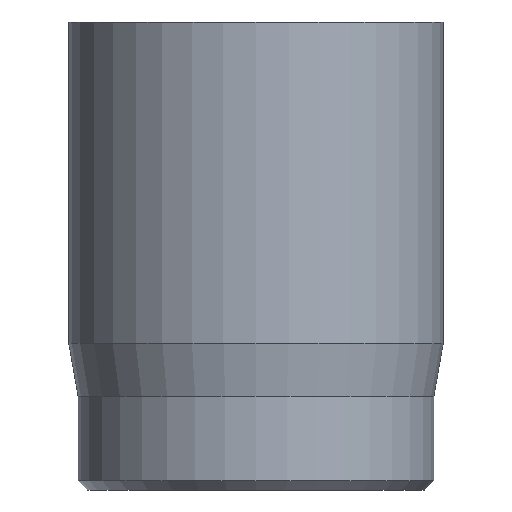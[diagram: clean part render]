
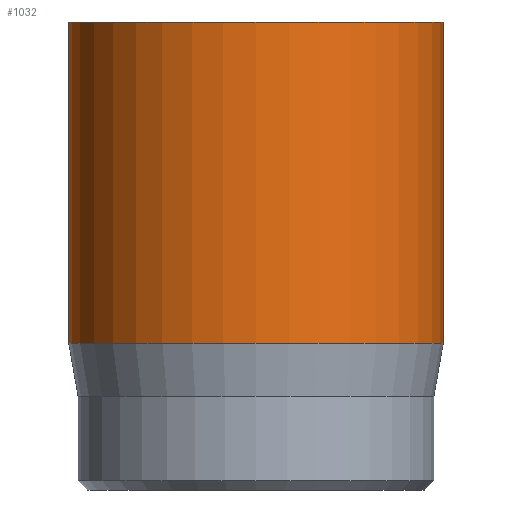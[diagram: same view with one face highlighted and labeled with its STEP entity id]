
A CAD part, front view. The second image highlights one B-rep face of the part: STEP entity #1032.
In plain terms, the highlighted cylindrical face has radius 2 mm (diameter 4 mm), a full revolution.
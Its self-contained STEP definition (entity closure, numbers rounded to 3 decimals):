
#89=CYLINDRICAL_SURFACE('',#1161,2.);
#130=FACE_OUTER_BOUND('',#193,.T.);
#193=EDGE_LOOP('',(#856,#857,#858,#859,#860));
#303=LINE('',#1690,#413);
#413=VECTOR('',#1387,2.);
#454=CIRCLE('',#1159,2.);
#455=CIRCLE('',#1160,2.);
#456=CIRCLE('',#1162,2.);
#530=VERTEX_POINT('',#1682);
#531=VERTEX_POINT('',#1683);
#532=VERTEX_POINT('',#1688);
#651=EDGE_CURVE('',#530,#531,#454,.T.);
#652=EDGE_CURVE('',#531,#530,#455,.T.);
#654=EDGE_CURVE('',#532,#532,#456,.T.);
#655=EDGE_CURVE('',#532,#530,#303,.T.);
#856=ORIENTED_EDGE('',*,*,#654,.T.);
#857=ORIENTED_EDGE('',*,*,#655,.T.);
#858=ORIENTED_EDGE('',*,*,#651,.T.);
#859=ORIENTED_EDGE('',*,*,#652,.T.);
#860=ORIENTED_EDGE('',*,*,#655,.F.);
#1032=ADVANCED_FACE('',(#130),#89,.T.);
#1159=AXIS2_PLACEMENT_3D('',#1684,#1378,#1379);
#1160=AXIS2_PLACEMENT_3D('',#1685,#1380,#1381);
#1161=AXIS2_PLACEMENT_3D('',#1687,#1383,#1384);
#1162=AXIS2_PLACEMENT_3D('',#1689,#1385,#1386);
#1378=DIRECTION('center_axis',(0.,0.,1.));
#1379=DIRECTION('ref_axis',(-1.,0.,0.));
#1380=DIRECTION('center_axis',(0.,0.,1.));
#1381=DIRECTION('ref_axis',(-1.,0.,0.));
#1383=DIRECTION('center_axis',(0.,0.,1.));
#1384=DIRECTION('ref_axis',(-1.,0.,0.));
#1385=DIRECTION('center_axis',(0.,0.,-1.));
#1386=DIRECTION('ref_axis',(-1.,0.,0.));
#1387=DIRECTION('',(0.,0.,-1.));
#1682=CARTESIAN_POINT('',(2.,0.,1.567));
#1683=CARTESIAN_POINT('',(-2.,0.,1.567));
#1684=CARTESIAN_POINT('Origin',(0.,0.,1.567));
#1685=CARTESIAN_POINT('Origin',(0.,0.,1.567));
#1687=CARTESIAN_POINT('Origin',(0.,0.,0.));
#1688=CARTESIAN_POINT('',(2.,0.,5.));
#1689=CARTESIAN_POINT('Origin',(0.,0.,5.));
#1690=CARTESIAN_POINT('',(2.,0.,0.));
